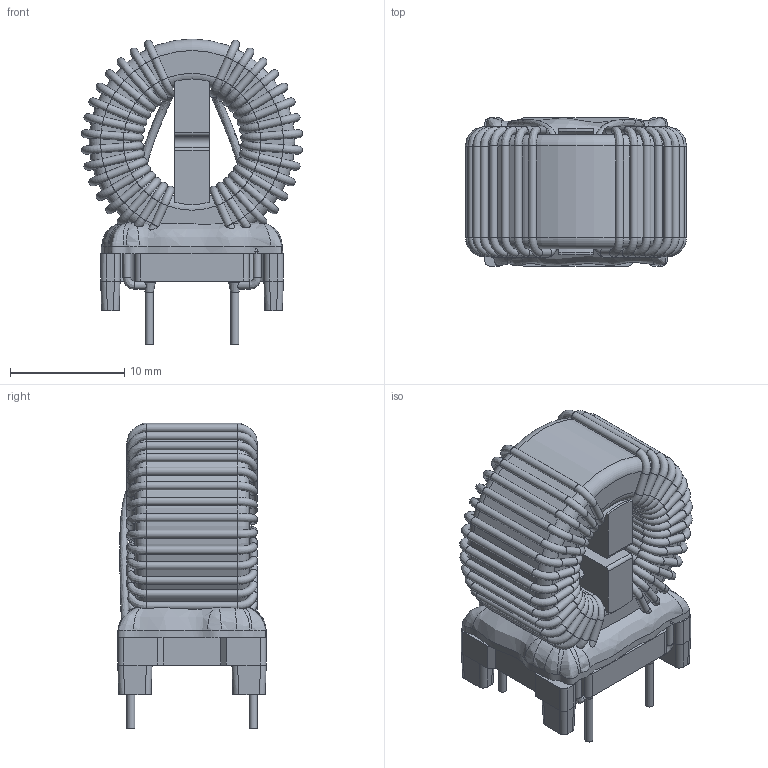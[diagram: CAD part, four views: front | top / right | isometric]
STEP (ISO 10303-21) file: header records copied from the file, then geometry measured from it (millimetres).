
FILE_DESCRIPTION(/* description */ ('Unknown'),/* implementation_level */ '2;1');
FILE_NAME(/* name */ '744823422_M',/* time_stamp */ '2023-06-13T13:40:55+02:00',/* author */ ('Unknown'),/* organization */ ('Unknown'),/* preprocessor_version */ 'ST-DEVELOPER v16.7',/* originating_system */ 'Solid Edge',/* authorisation */ 'Unknown');
FILE_SCHEMA (('AUTOMOTIVE_DESIGN {1 0 10303 214 3 1 1}'));
Length unit declared in the file: millimetre
Products named in the file (7): 744823422_M; Base; Spacer; Core; Turns; Glue; Solderpoint
Assembly tree (6 placements, depth 2):
  744823422_M
    Base
    Spacer
    Core
    Turns
    Glue
    Solderpoint
Bounding box: 19.37 x 13 x 26.8 mm (x, y, z)
Volume: 3234.8 mm3; surface area: 4992 mm2
Topology: 10 solids, 10 shells, 496 faces, 1163 edges, 680 vertices
Faces by surface type: cylinder 210, bspline 104, plane 98, torus 76, cone 8
Full cylindrical faces by diameter (mm): 0.7 x145, 10 x1, 18 x1
Entity records: 35959 total; most frequent: CARTESIAN_POINT 23341, DIRECTION 1886, ORIENTED_EDGE 1634, AXIS2_PLACEMENT_3D 823, EDGE_LOOP 822, FACE_BOUND 822, EDGE_CURVE 817, VERTEX_POINT 637
